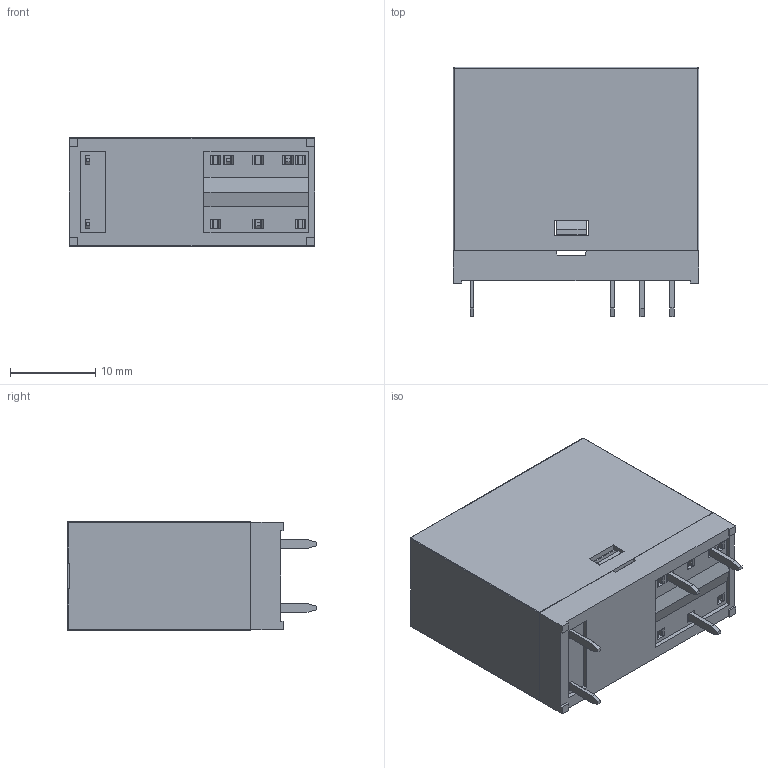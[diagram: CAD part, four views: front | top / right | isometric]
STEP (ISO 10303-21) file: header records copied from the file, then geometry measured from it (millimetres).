
FILE_DESCRIPTION(('STEP AP203'), '1');
FILE_NAME('RP2.51', '', ('UNSPECIFIED'), ('UNSPECIFIED'), 'C3D Converter', 'C3D Toolkit', '');
FILE_SCHEMA(('CONFIG_CONTROL_DESIGN'));
Length unit declared in the file: millimetre
Products named in the file (17): RP2.51; RP2.KN13; RP2.KN12; RP2.KN10; RP2.KN9; RP2.KN8; RP2.KN11; RP2.KN14; RP2.KN7; RP2.KN6; RP2.KN5; RP2.KN4; RP2.KN3; RP2.KN2; RP2.KN1
Assembly tree (16 placements, depth 5):
  RP2.51
    RP2.KN13
      RP2.KN12
        RP2.KN10
        RP2.KN9
        RP2.KN8
        RP2.KN11
          RP2.KN14
        RP2.KN7
        RP2.KN7
        RP2.KN6
        RP2.KN5
      RP2.KN4
        RP2.KN3
        RP2.KN2
        RP2.KN2
      RP2.KN1
Bounding box: 28.8 x 29.2 x 12.7 mm (x, y, z)
Volume: 2131 mm3; surface area: 5906.3 mm2
Topology: 16 solids, 16 shells, 522 faces, 1406 edges, 918 vertices
Faces by surface type: plane 468, cylinder 50, sphere 4
Full cylindrical faces by diameter (mm): 3 x2
Entity records: 21171 total; most frequent: CARTESIAN_POINT 2857, ORIENTED_EDGE 2800, DIRECTION 2578, EDGE_CURVE 1400, LINE 1300, VECTOR 1300, VERTEX_POINT 918, AXIS2_PLACEMENT_3D 639
